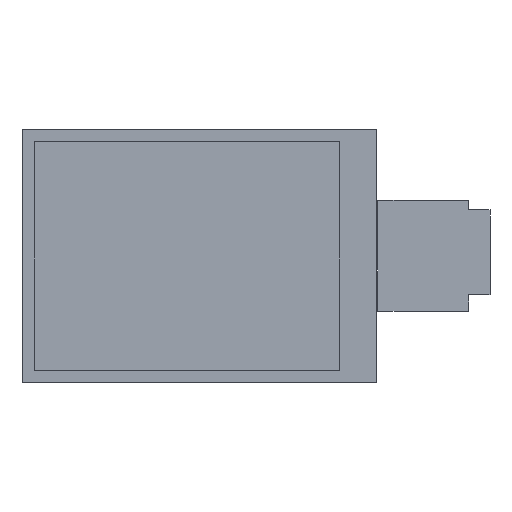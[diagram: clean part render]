
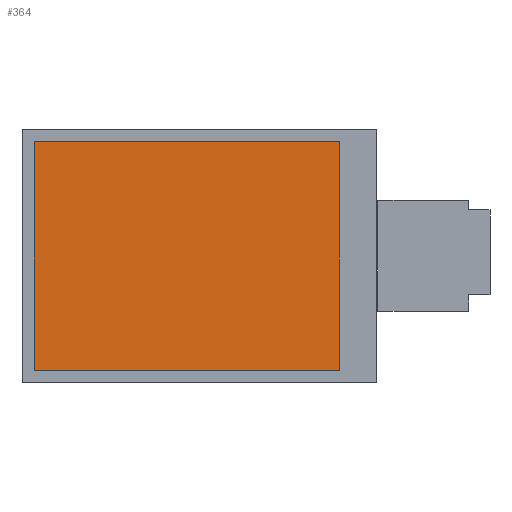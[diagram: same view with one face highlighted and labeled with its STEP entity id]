
A CAD part, top view. The second image highlights one B-rep face of the part: STEP entity #364.
In plain terms, the highlighted planar face has unit normal (0, 0, 1).
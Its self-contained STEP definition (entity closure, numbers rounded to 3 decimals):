
#235 = VERTEX_POINT('',#236);
#236 = CARTESIAN_POINT('',(-31.23,21.6,2.));
#242 = EDGE_CURVE('',#235,#243,#245,.T.);
#243 = VERTEX_POINT('',#244);
#244 = CARTESIAN_POINT('',(-31.23,-21.6,2.));
#245 = LINE('',#246,#247);
#246 = CARTESIAN_POINT('',(-31.23,21.6,2.));
#247 = VECTOR('',#248,1.);
#248 = DIRECTION('',(0.,-1.,0.));
#273 = EDGE_CURVE('',#243,#274,#276,.T.);
#274 = VERTEX_POINT('',#275);
#275 = CARTESIAN_POINT('',(26.37,-21.6,2.));
#276 = LINE('',#277,#278);
#277 = CARTESIAN_POINT('',(-31.23,-21.6,2.));
#278 = VECTOR('',#279,1.);
#279 = DIRECTION('',(1.,0.,0.));
#304 = EDGE_CURVE('',#274,#305,#307,.T.);
#305 = VERTEX_POINT('',#306);
#306 = CARTESIAN_POINT('',(26.37,21.6,2.));
#307 = LINE('',#308,#309);
#308 = CARTESIAN_POINT('',(26.37,-21.6,2.));
#309 = VECTOR('',#310,1.);
#310 = DIRECTION('',(0.,1.,0.));
#335 = EDGE_CURVE('',#305,#235,#336,.T.);
#336 = LINE('',#337,#338);
#337 = CARTESIAN_POINT('',(26.37,21.6,2.));
#338 = VECTOR('',#339,1.);
#339 = DIRECTION('',(-1.,0.,0.));
#364 = ADVANCED_FACE('',(#365),#371,.T.);
#365 = FACE_BOUND('',#366,.T.);
#366 = EDGE_LOOP('',(#367,#368,#369,#370));
#367 = ORIENTED_EDGE('',*,*,#242,.T.);
#368 = ORIENTED_EDGE('',*,*,#273,.T.);
#369 = ORIENTED_EDGE('',*,*,#304,.T.);
#370 = ORIENTED_EDGE('',*,*,#335,.T.);
#371 = PLANE('',#372);
#372 = AXIS2_PLACEMENT_3D('',#373,#374,#375);
#373 = CARTESIAN_POINT('',(-2.43,0.,2.));
#374 = DIRECTION('',(0.,0.,1.));
#375 = DIRECTION('',(1.,0.,0.));
